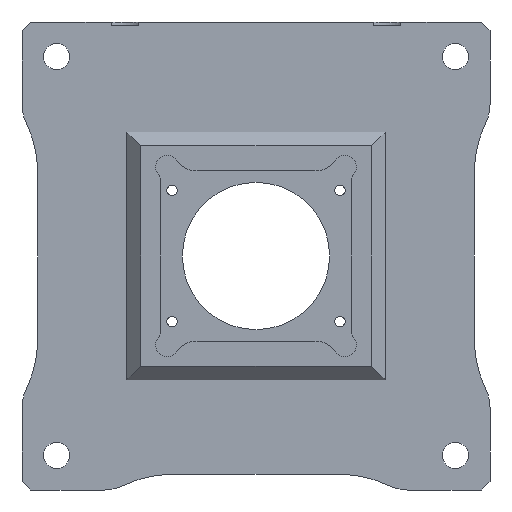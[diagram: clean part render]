
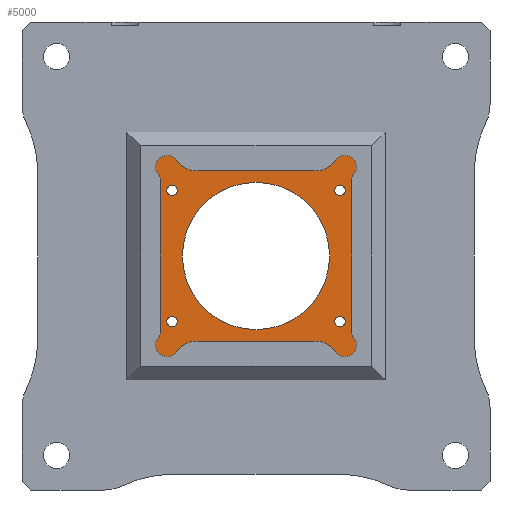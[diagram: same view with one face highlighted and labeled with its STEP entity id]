
A CAD part, front view. The second image highlights one B-rep face of the part: STEP entity #5000.
In plain terms, the highlighted planar face has unit normal (0, -1, 0).
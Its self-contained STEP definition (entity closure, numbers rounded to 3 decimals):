
#45=FACE_BOUND('',#757,.T.);
#46=FACE_BOUND('',#758,.T.);
#47=FACE_BOUND('',#759,.T.);
#48=FACE_BOUND('',#760,.T.);
#49=FACE_BOUND('',#761,.T.);
#217=PLANE('',#5318);
#464=FACE_OUTER_BOUND('',#756,.T.);
#756=EDGE_LOOP('',(#4440,#4441,#4442,#4443,#4444,#4445,#4446,#4447,#4448,
#4449,#4450,#4451,#4452,#4453,#4454,#4455));
#757=EDGE_LOOP('',(#4456));
#758=EDGE_LOOP('',(#4457));
#759=EDGE_LOOP('',(#4458));
#760=EDGE_LOOP('',(#4459));
#761=EDGE_LOOP('',(#4460));
#819=CIRCLE('',#5158,1.8);
#821=CIRCLE('',#5162,1.8);
#823=CIRCLE('',#5165,2.2);
#825=CIRCLE('',#5168,4.8);
#827=CIRCLE('',#5172,4.8);
#829=CIRCLE('',#5175,2.2);
#831=CIRCLE('',#5178,1.8);
#833=CIRCLE('',#5182,1.8);
#835=CIRCLE('',#5185,2.2);
#837=CIRCLE('',#5188,4.8);
#839=CIRCLE('',#5192,4.8);
#841=CIRCLE('',#5195,2.2);
#854=CIRCLE('',#5319,1.);
#855=CIRCLE('',#5320,1.);
#856=CIRCLE('',#5321,1.);
#857=CIRCLE('',#5322,1.);
#858=CIRCLE('',#5323,14.03);
#1192=LINE('',#9259,#1621);
#1198=LINE('',#9283,#1627);
#1204=LINE('',#9307,#1633);
#1210=LINE('',#9331,#1639);
#1621=VECTOR('',#5672,10.);
#1627=VECTOR('',#5698,10.);
#1633=VECTOR('',#5724,10.);
#1639=VECTOR('',#5750,10.);
#2160=VERTEX_POINT('',#9249);
#2161=VERTEX_POINT('',#9251);
#2163=VERTEX_POINT('',#9257);
#2165=VERTEX_POINT('',#9263);
#2167=VERTEX_POINT('',#9269);
#2169=VERTEX_POINT('',#9275);
#2171=VERTEX_POINT('',#9281);
#2173=VERTEX_POINT('',#9287);
#2175=VERTEX_POINT('',#9293);
#2177=VERTEX_POINT('',#9299);
#2179=VERTEX_POINT('',#9305);
#2181=VERTEX_POINT('',#9311);
#2183=VERTEX_POINT('',#9317);
#2185=VERTEX_POINT('',#9323);
#2187=VERTEX_POINT('',#9329);
#2189=VERTEX_POINT('',#9335);
#2407=VERTEX_POINT('',#15081);
#2408=VERTEX_POINT('',#15083);
#2409=VERTEX_POINT('',#15085);
#2410=VERTEX_POINT('',#15087);
#2411=VERTEX_POINT('',#15089);
#2700=EDGE_CURVE('',#2160,#2161,#819,.T.);
#2704=EDGE_CURVE('',#2163,#2160,#1192,.T.);
#2707=EDGE_CURVE('',#2165,#2163,#821,.T.);
#2710=EDGE_CURVE('',#2167,#2165,#823,.T.);
#2713=EDGE_CURVE('',#2169,#2167,#825,.T.);
#2716=EDGE_CURVE('',#2171,#2169,#1198,.T.);
#2719=EDGE_CURVE('',#2173,#2171,#827,.T.);
#2722=EDGE_CURVE('',#2175,#2173,#829,.T.);
#2725=EDGE_CURVE('',#2177,#2175,#831,.T.);
#2728=EDGE_CURVE('',#2179,#2177,#1204,.T.);
#2731=EDGE_CURVE('',#2181,#2179,#833,.T.);
#2734=EDGE_CURVE('',#2183,#2181,#835,.T.);
#2737=EDGE_CURVE('',#2185,#2183,#837,.T.);
#2740=EDGE_CURVE('',#2187,#2185,#1210,.T.);
#2743=EDGE_CURVE('',#2189,#2187,#839,.T.);
#2745=EDGE_CURVE('',#2161,#2189,#841,.T.);
#3110=EDGE_CURVE('',#2407,#2407,#854,.T.);
#3111=EDGE_CURVE('',#2408,#2408,#855,.T.);
#3112=EDGE_CURVE('',#2409,#2409,#856,.T.);
#3113=EDGE_CURVE('',#2410,#2410,#857,.T.);
#3114=EDGE_CURVE('',#2411,#2411,#858,.T.);
#4440=ORIENTED_EDGE('',*,*,#2745,.F.);
#4441=ORIENTED_EDGE('',*,*,#2700,.F.);
#4442=ORIENTED_EDGE('',*,*,#2704,.F.);
#4443=ORIENTED_EDGE('',*,*,#2707,.F.);
#4444=ORIENTED_EDGE('',*,*,#2710,.F.);
#4445=ORIENTED_EDGE('',*,*,#2713,.F.);
#4446=ORIENTED_EDGE('',*,*,#2716,.F.);
#4447=ORIENTED_EDGE('',*,*,#2719,.F.);
#4448=ORIENTED_EDGE('',*,*,#2722,.F.);
#4449=ORIENTED_EDGE('',*,*,#2725,.F.);
#4450=ORIENTED_EDGE('',*,*,#2728,.F.);
#4451=ORIENTED_EDGE('',*,*,#2731,.F.);
#4452=ORIENTED_EDGE('',*,*,#2734,.F.);
#4453=ORIENTED_EDGE('',*,*,#2737,.F.);
#4454=ORIENTED_EDGE('',*,*,#2740,.F.);
#4455=ORIENTED_EDGE('',*,*,#2743,.F.);
#4456=ORIENTED_EDGE('',*,*,#3110,.F.);
#4457=ORIENTED_EDGE('',*,*,#3111,.F.);
#4458=ORIENTED_EDGE('',*,*,#3112,.F.);
#4459=ORIENTED_EDGE('',*,*,#3113,.F.);
#4460=ORIENTED_EDGE('',*,*,#3114,.F.);
#5000=ADVANCED_FACE('',(#464,#45,#46,#47,#48,#49),#217,.T.);
#5158=AXIS2_PLACEMENT_3D('',#9252,#5665,#5666);
#5162=AXIS2_PLACEMENT_3D('',#9265,#5678,#5679);
#5165=AXIS2_PLACEMENT_3D('',#9271,#5685,#5686);
#5168=AXIS2_PLACEMENT_3D('',#9277,#5692,#5693);
#5172=AXIS2_PLACEMENT_3D('',#9289,#5704,#5705);
#5175=AXIS2_PLACEMENT_3D('',#9295,#5711,#5712);
#5178=AXIS2_PLACEMENT_3D('',#9301,#5718,#5719);
#5182=AXIS2_PLACEMENT_3D('',#9313,#5730,#5731);
#5185=AXIS2_PLACEMENT_3D('',#9319,#5737,#5738);
#5188=AXIS2_PLACEMENT_3D('',#9325,#5744,#5745);
#5192=AXIS2_PLACEMENT_3D('',#9337,#5756,#5757);
#5195=AXIS2_PLACEMENT_3D('',#9340,#5762,#5763);
#5318=AXIS2_PLACEMENT_3D('',#15080,#6292,#6293);
#5319=AXIS2_PLACEMENT_3D('',#15082,#6294,#6295);
#5320=AXIS2_PLACEMENT_3D('',#15084,#6296,#6297);
#5321=AXIS2_PLACEMENT_3D('',#15086,#6298,#6299);
#5322=AXIS2_PLACEMENT_3D('',#15088,#6300,#6301);
#5323=AXIS2_PLACEMENT_3D('',#15090,#6302,#6303);
#5665=DIRECTION('center_axis',(0.,-1.,0.));
#5666=DIRECTION('ref_axis',(1.,0.,0.));
#5672=DIRECTION('',(0.,0.,1.));
#5678=DIRECTION('center_axis',(0.,-1.,0.));
#5679=DIRECTION('ref_axis',(0.763,0.,-0.647));
#5685=DIRECTION('center_axis',(0.,1.,0.));
#5686=DIRECTION('ref_axis',(-0.762,0.,0.647));
#5692=DIRECTION('center_axis',(0.,-1.,0.));
#5693=DIRECTION('ref_axis',(0.,0.,1.));
#5698=DIRECTION('',(-1.,0.,0.));
#5704=DIRECTION('center_axis',(0.,-1.,0.));
#5705=DIRECTION('ref_axis',(0.816,0.,0.579));
#5711=DIRECTION('center_axis',(0.,1.,0.));
#5712=DIRECTION('ref_axis',(-0.816,0.,-0.579));
#5718=DIRECTION('center_axis',(0.,-1.,0.));
#5719=DIRECTION('ref_axis',(-1.,0.,0.));
#5724=DIRECTION('',(0.,0.,-1.));
#5730=DIRECTION('center_axis',(0.,-1.,0.));
#5731=DIRECTION('ref_axis',(-0.763,0.,0.647));
#5737=DIRECTION('center_axis',(0.,1.,0.));
#5738=DIRECTION('ref_axis',(0.763,0.,-0.647));
#5744=DIRECTION('center_axis',(0.,-1.,0.));
#5745=DIRECTION('ref_axis',(0.,0.,-1.));
#5750=DIRECTION('',(1.,0.,0.));
#5756=DIRECTION('center_axis',(0.,-1.,0.));
#5757=DIRECTION('ref_axis',(-0.816,0.,-0.579));
#5762=DIRECTION('center_axis',(0.,1.,0.));
#5763=DIRECTION('ref_axis',(0.816,0.,0.579));
#6292=DIRECTION('center_axis',(0.,-1.,0.));
#6293=DIRECTION('ref_axis',(1.,0.,0.));
#6294=DIRECTION('center_axis',(0.,-1.,0.));
#6295=DIRECTION('ref_axis',(1.,0.,0.));
#6296=DIRECTION('center_axis',(0.,-1.,0.));
#6297=DIRECTION('ref_axis',(1.,0.,0.));
#6298=DIRECTION('center_axis',(0.,-1.,0.));
#6299=DIRECTION('ref_axis',(1.,0.,0.));
#6300=DIRECTION('center_axis',(0.,-1.,0.));
#6301=DIRECTION('ref_axis',(1.,0.,0.));
#6302=DIRECTION('center_axis',(0.,-1.,0.));
#6303=DIRECTION('ref_axis',(-1.,0.,0.));
#9249=CARTESIAN_POINT('',(-18.2,52.5,14.362));
#9251=CARTESIAN_POINT('',(-18.628,52.5,15.527));
#9252=CARTESIAN_POINT('Origin',(-20.,52.5,14.362));
#9257=CARTESIAN_POINT('',(-18.2,52.5,-14.362));
#9259=CARTESIAN_POINT('',(-18.2,52.5,-14.362));
#9263=CARTESIAN_POINT('',(-18.628,52.5,-15.527));
#9265=CARTESIAN_POINT('Origin',(-20.,52.5,-14.362));
#9269=CARTESIAN_POINT('',(-15.156,52.5,-18.223));
#9271=CARTESIAN_POINT('Origin',(-16.95,52.5,-16.95));
#9275=CARTESIAN_POINT('',(-11.241,52.5,-16.2));
#9277=CARTESIAN_POINT('Origin',(-11.241,52.5,-21.));
#9281=CARTESIAN_POINT('',(11.241,52.5,-16.2));
#9283=CARTESIAN_POINT('',(11.241,52.5,-16.2));
#9287=CARTESIAN_POINT('',(15.156,52.5,-18.223));
#9289=CARTESIAN_POINT('Origin',(11.241,52.5,-21.));
#9293=CARTESIAN_POINT('',(18.628,52.5,-15.527));
#9295=CARTESIAN_POINT('Origin',(16.95,52.5,-16.95));
#9299=CARTESIAN_POINT('',(18.2,52.5,-14.362));
#9301=CARTESIAN_POINT('Origin',(20.,52.5,-14.362));
#9305=CARTESIAN_POINT('',(18.2,52.5,14.362));
#9307=CARTESIAN_POINT('',(18.2,52.5,14.362));
#9311=CARTESIAN_POINT('',(18.628,52.5,15.527));
#9313=CARTESIAN_POINT('Origin',(20.,52.5,14.362));
#9317=CARTESIAN_POINT('',(15.156,52.5,18.223));
#9319=CARTESIAN_POINT('Origin',(16.95,52.5,16.95));
#9323=CARTESIAN_POINT('',(11.241,52.5,16.2));
#9325=CARTESIAN_POINT('Origin',(11.241,52.5,21.));
#9329=CARTESIAN_POINT('',(-11.241,52.5,16.2));
#9331=CARTESIAN_POINT('',(-11.241,52.5,16.2));
#9335=CARTESIAN_POINT('',(-15.156,52.5,18.223));
#9337=CARTESIAN_POINT('Origin',(-11.241,52.5,21.));
#9340=CARTESIAN_POINT('Origin',(-16.95,52.5,16.95));
#15080=CARTESIAN_POINT('Origin',(0.,52.5,0.));
#15081=CARTESIAN_POINT('',(-17.,52.5,-12.5));
#15082=CARTESIAN_POINT('Origin',(-16.,52.5,-12.5));
#15083=CARTESIAN_POINT('',(15.,52.5,-12.5));
#15084=CARTESIAN_POINT('Origin',(16.,52.5,-12.5));
#15085=CARTESIAN_POINT('',(-17.,52.5,12.5));
#15086=CARTESIAN_POINT('Origin',(-16.,52.5,12.5));
#15087=CARTESIAN_POINT('',(15.,52.5,12.5));
#15088=CARTESIAN_POINT('Origin',(16.,52.5,12.5));
#15089=CARTESIAN_POINT('',(14.03,52.5,0.));
#15090=CARTESIAN_POINT('Origin',(0.,52.5,0.));
